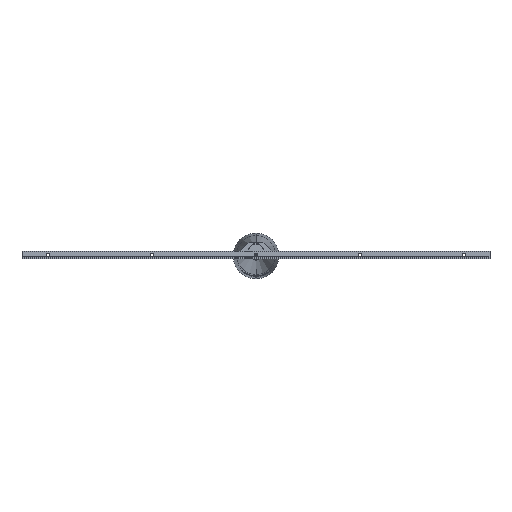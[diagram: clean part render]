
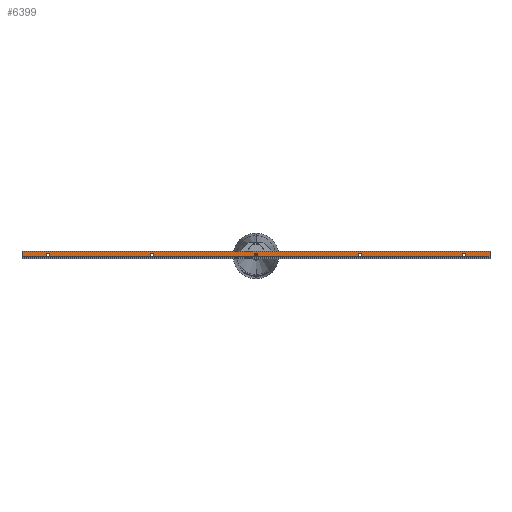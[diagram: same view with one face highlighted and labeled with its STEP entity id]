
A CAD part, top view. The second image highlights one B-rep face of the part: STEP entity #6399.
In plain terms, the highlighted face is planar.
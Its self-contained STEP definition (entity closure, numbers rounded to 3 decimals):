
#6 = EDGE_CURVE ( 'NONE', #288, #11145, #8506, .T. ) ;
#213 = LINE ( 'NONE', #6190, #3107 ) ;
#215 = CIRCLE ( 'NONE', #5304, 11. ) ;
#288 = VERTEX_POINT ( 'NONE', #10059 ) ;
#305 = VERTEX_POINT ( 'NONE', #10981 ) ;
#664 = CARTESIAN_POINT ( 'NONE',  ( 45., 80., -1350. ) ) ;
#665 = DIRECTION ( 'NONE',  ( 0., -1., 0. ) ) ;
#744 = EDGE_LOOP ( 'NONE', ( #9309, #9403, #7430, #976 ) ) ;
#810 = CARTESIAN_POINT ( 'NONE',  ( 45., 80., 1350. ) ) ;
#856 = VERTEX_POINT ( 'NONE', #7136 ) ;
#976 = ORIENTED_EDGE ( 'NONE', *, *, #4604, .T. ) ;
#1004 = DIRECTION ( 'NONE',  ( -1., 0., 0. ) ) ;
#1102 = AXIS2_PLACEMENT_3D ( 'NONE', #5353, #4372, #3625 ) ;
#1112 = ORIENTED_EDGE ( 'NONE', *, *, #5220, .F. ) ;
#1253 = DIRECTION ( 'NONE',  ( 0., -1., 0. ) ) ;
#1313 = DIRECTION ( 'NONE',  ( 1., 0., 0. ) ) ;
#1442 = VERTEX_POINT ( 'NONE', #2486 ) ;
#1485 = DIRECTION ( 'NONE',  ( -1., 0., 0. ) ) ;
#1595 = DIRECTION ( 'NONE',  ( 0., 1., 0. ) ) ;
#1684 = CARTESIAN_POINT ( 'NONE',  ( 33.5, 80., 0. ) ) ;
#1688 = EDGE_LOOP ( 'NONE', ( #9449, #5546 ) ) ;
#1966 = DIRECTION ( 'NONE',  ( -1., 0., 0. ) ) ;
#2045 = EDGE_CURVE ( 'NONE', #11145, #288, #3156, .T. ) ;
#2064 = AXIS2_PLACEMENT_3D ( 'NONE', #10071, #6472, #7390 ) ;
#2092 = DIRECTION ( 'NONE',  ( -1., 0., 0. ) ) ;
#2396 = CARTESIAN_POINT ( 'NONE',  ( 45., 80., 1350. ) ) ;
#2412 = ORIENTED_EDGE ( 'NONE', *, *, #4298, .T. ) ;
#2432 = VERTEX_POINT ( 'NONE', #10155 ) ;
#2486 = CARTESIAN_POINT ( 'NONE',  ( 0., 80., -1350. ) ) ;
#2489 = AXIS2_PLACEMENT_3D ( 'NONE', #2605, #9670, #1004 ) ;
#2500 = FACE_BOUND ( 'NONE', #5010, .T. ) ;
#2542 = CARTESIAN_POINT ( 'NONE',  ( 22.5, 80., -1200. ) ) ;
#2605 = CARTESIAN_POINT ( 'NONE',  ( 22.5, 80., 1200. ) ) ;
#2819 = DIRECTION ( 'NONE',  ( 0., 1., 0. ) ) ;
#2826 = ORIENTED_EDGE ( 'NONE', *, *, #6, .T. ) ;
#3107 = VECTOR ( 'NONE', #7057, 1000. ) ;
#3142 = AXIS2_PLACEMENT_3D ( 'NONE', #5792, #7623, #7743 ) ;
#3156 = CIRCLE ( 'NONE', #3527, 11. ) ;
#3280 = EDGE_LOOP ( 'NONE', ( #6874, #2412 ) ) ;
#3468 = AXIS2_PLACEMENT_3D ( 'NONE', #5266, #2819, #1966 ) ;
#3498 = CIRCLE ( 'NONE', #8820, 11. ) ;
#3504 = CARTESIAN_POINT ( 'NONE',  ( 22.5, 80., -1200. ) ) ;
#3527 = AXIS2_PLACEMENT_3D ( 'NONE', #10766, #8255, #2092 ) ;
#3535 = EDGE_LOOP ( 'NONE', ( #8851, #4562 ) ) ;
#3617 = VERTEX_POINT ( 'NONE', #11023 ) ;
#3625 = DIRECTION ( 'NONE',  ( -1., 0., 0. ) ) ;
#3673 = EDGE_CURVE ( 'NONE', #5839, #5159, #4389, .T. ) ;
#4143 = DIRECTION ( 'NONE',  ( 0., 1., 0. ) ) ;
#4205 = DIRECTION ( 'NONE',  ( -1., 0., 0. ) ) ;
#4298 = EDGE_CURVE ( 'NONE', #856, #5852, #4957, .T. ) ;
#4372 = DIRECTION ( 'NONE',  ( 0., 1., 0. ) ) ;
#4389 = CIRCLE ( 'NONE', #10788, 11. ) ;
#4552 = AXIS2_PLACEMENT_3D ( 'NONE', #9467, #665, #10379 ) ;
#4562 = ORIENTED_EDGE ( 'NONE', *, *, #9514, .F. ) ;
#4597 = CIRCLE ( 'NONE', #3142, 11. ) ;
#4604 = EDGE_CURVE ( 'NONE', #8002, #5526, #8174, .T. ) ;
#4738 = DIRECTION ( 'NONE',  ( 0., 0., -1. ) ) ;
#4957 = CIRCLE ( 'NONE', #2064, 11. ) ;
#5003 = FACE_BOUND ( 'NONE', #3535, .T. ) ;
#5010 = EDGE_LOOP ( 'NONE', ( #9278, #1112 ) ) ;
#5057 = PLANE ( 'NONE',  #4552 ) ;
#5159 = VERTEX_POINT ( 'NONE', #11061 ) ;
#5220 = EDGE_CURVE ( 'NONE', #5159, #5839, #3498, .T. ) ;
#5221 = DIRECTION ( 'NONE',  ( -1., 0., 0. ) ) ;
#5266 = CARTESIAN_POINT ( 'NONE',  ( 22.5, 80., -600. ) ) ;
#5304 = AXIS2_PLACEMENT_3D ( 'NONE', #10738, #1253, #1313 ) ;
#5353 = CARTESIAN_POINT ( 'NONE',  ( 22.5, 80., 0. ) ) ;
#5487 = CIRCLE ( 'NONE', #3468, 11. ) ;
#5526 = VERTEX_POINT ( 'NONE', #664 ) ;
#5546 = ORIENTED_EDGE ( 'NONE', *, *, #7172, .F. ) ;
#5784 = EDGE_CURVE ( 'NONE', #3617, #2432, #4597, .T. ) ;
#5792 = CARTESIAN_POINT ( 'NONE',  ( 22.5, 80., -600. ) ) ;
#5839 = VERTEX_POINT ( 'NONE', #9732 ) ;
#5852 = VERTEX_POINT ( 'NONE', #7974 ) ;
#6190 = CARTESIAN_POINT ( 'NONE',  ( 45., 80., -1350. ) ) ;
#6231 = VECTOR ( 'NONE', #8012, 1000. ) ;
#6399 = ADVANCED_FACE ( 'NONE', ( #2500, #8502, #5003, #6839, #9522, #7761 ), #5057, .F. ) ;
#6472 = DIRECTION ( 'NONE',  ( 0., -1., 0. ) ) ;
#6728 = DIRECTION ( 'NONE',  ( -1., 0., 0. ) ) ;
#6839 = FACE_OUTER_BOUND ( 'NONE', #744, .T. ) ;
#6874 = ORIENTED_EDGE ( 'NONE', *, *, #10957, .T. ) ;
#6904 = CARTESIAN_POINT ( 'NONE',  ( 11.5, 80., 1200. ) ) ;
#6937 = EDGE_LOOP ( 'NONE', ( #9011, #2826 ) ) ;
#7046 = EDGE_CURVE ( 'NONE', #305, #10393, #10212, .T. ) ;
#7057 = DIRECTION ( 'NONE',  ( -1., 0., 0. ) ) ;
#7136 = CARTESIAN_POINT ( 'NONE',  ( 33.5, 80., 600. ) ) ;
#7172 = EDGE_CURVE ( 'NONE', #10393, #305, #8035, .T. ) ;
#7202 = CARTESIAN_POINT ( 'NONE',  ( 45., 80., 1350. ) ) ;
#7390 = DIRECTION ( 'NONE',  ( 1., 0., 0. ) ) ;
#7430 = ORIENTED_EDGE ( 'NONE', *, *, #8235, .F. ) ;
#7623 = DIRECTION ( 'NONE',  ( 0., 1., 0. ) ) ;
#7656 = VECTOR ( 'NONE', #1485, 1000. ) ;
#7743 = DIRECTION ( 'NONE',  ( -1., 0., 0. ) ) ;
#7761 = FACE_BOUND ( 'NONE', #6937, .T. ) ;
#7785 = VERTEX_POINT ( 'NONE', #10666 ) ;
#7974 = CARTESIAN_POINT ( 'NONE',  ( 11.5, 80., 600. ) ) ;
#8002 = VERTEX_POINT ( 'NONE', #810 ) ;
#8012 = DIRECTION ( 'NONE',  ( 0., 0., -1. ) ) ;
#8035 = CIRCLE ( 'NONE', #1102, 11. ) ;
#8174 = LINE ( 'NONE', #7202, #6231 ) ;
#8180 = CARTESIAN_POINT ( 'NONE',  ( 0., 80., 1350. ) ) ;
#8235 = EDGE_CURVE ( 'NONE', #8002, #7785, #8514, .T. ) ;
#8255 = DIRECTION ( 'NONE',  ( 0., -1., 0. ) ) ;
#8502 = FACE_BOUND ( 'NONE', #1688, .T. ) ;
#8506 = CIRCLE ( 'NONE', #2489, 11. ) ;
#8514 = LINE ( 'NONE', #2396, #7656 ) ;
#8771 = DIRECTION ( 'NONE',  ( 0., 1., 0. ) ) ;
#8820 = AXIS2_PLACEMENT_3D ( 'NONE', #2542, #8771, #5221 ) ;
#8851 = ORIENTED_EDGE ( 'NONE', *, *, #5784, .F. ) ;
#9011 = ORIENTED_EDGE ( 'NONE', *, *, #2045, .T. ) ;
#9166 = EDGE_CURVE ( 'NONE', #5526, #1442, #213, .T. ) ;
#9278 = ORIENTED_EDGE ( 'NONE', *, *, #3673, .F. ) ;
#9309 = ORIENTED_EDGE ( 'NONE', *, *, #9166, .T. ) ;
#9403 = ORIENTED_EDGE ( 'NONE', *, *, #10183, .F. ) ;
#9449 = ORIENTED_EDGE ( 'NONE', *, *, #7046, .F. ) ;
#9467 = CARTESIAN_POINT ( 'NONE',  ( 45., 80., 1350. ) ) ;
#9514 = EDGE_CURVE ( 'NONE', #2432, #3617, #5487, .T. ) ;
#9522 = FACE_BOUND ( 'NONE', #3280, .T. ) ;
#9670 = DIRECTION ( 'NONE',  ( 0., -1., 0. ) ) ;
#9732 = CARTESIAN_POINT ( 'NONE',  ( 11.5, 80., -1200. ) ) ;
#9816 = VECTOR ( 'NONE', #4738, 1000. ) ;
#9843 = AXIS2_PLACEMENT_3D ( 'NONE', #10156, #4143, #4205 ) ;
#10059 = CARTESIAN_POINT ( 'NONE',  ( 33.5, 80., 1200. ) ) ;
#10071 = CARTESIAN_POINT ( 'NONE',  ( 22.5, 80., 600. ) ) ;
#10155 = CARTESIAN_POINT ( 'NONE',  ( 33.5, 80., -600. ) ) ;
#10156 = CARTESIAN_POINT ( 'NONE',  ( 22.5, 80., 0. ) ) ;
#10183 = EDGE_CURVE ( 'NONE', #7785, #1442, #10751, .T. ) ;
#10212 = CIRCLE ( 'NONE', #9843, 11. ) ;
#10379 = DIRECTION ( 'NONE',  ( 1., 0., 0. ) ) ;
#10393 = VERTEX_POINT ( 'NONE', #1684 ) ;
#10666 = CARTESIAN_POINT ( 'NONE',  ( 0., 80., 1350. ) ) ;
#10738 = CARTESIAN_POINT ( 'NONE',  ( 22.5, 80., 600. ) ) ;
#10751 = LINE ( 'NONE', #8180, #9816 ) ;
#10766 = CARTESIAN_POINT ( 'NONE',  ( 22.5, 80., 1200. ) ) ;
#10788 = AXIS2_PLACEMENT_3D ( 'NONE', #3504, #1595, #6728 ) ;
#10957 = EDGE_CURVE ( 'NONE', #5852, #856, #215, .T. ) ;
#10981 = CARTESIAN_POINT ( 'NONE',  ( 11.5, 80., 0. ) ) ;
#11023 = CARTESIAN_POINT ( 'NONE',  ( 11.5, 80., -600. ) ) ;
#11061 = CARTESIAN_POINT ( 'NONE',  ( 33.5, 80., -1200. ) ) ;
#11145 = VERTEX_POINT ( 'NONE', #6904 ) ;
